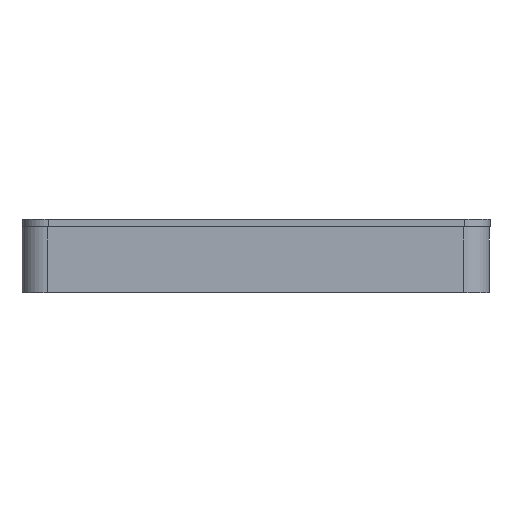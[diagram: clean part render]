
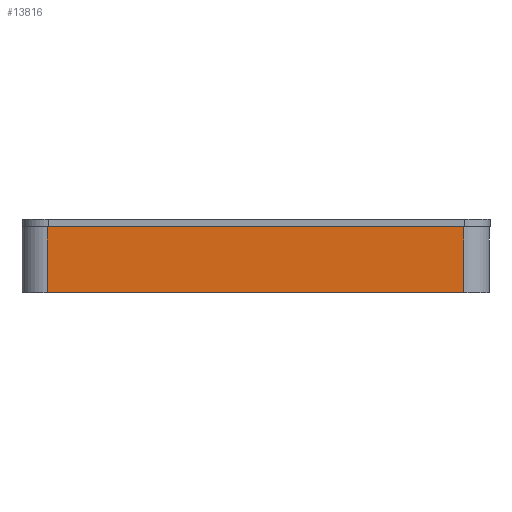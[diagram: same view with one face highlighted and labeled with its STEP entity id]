
A CAD part, left-side view. The second image highlights one B-rep face of the part: STEP entity #13816.
In plain terms, the highlighted planar face has unit normal (-1, 0, 0).
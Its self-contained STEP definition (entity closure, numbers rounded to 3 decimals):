
#1226=PLANE('',#14176);
#1547=FACE_OUTER_BOUND('',#1984,.T.);
#1984=EDGE_LOOP('',(#11176,#11177,#11178,#11179));
#2651=LINE('',#21312,#4225);
#2655=LINE('',#21339,#4229);
#2657=LINE('',#21343,#4231);
#2658=LINE('',#21344,#4232);
#4225=VECTOR('',#15330,10.);
#4229=VECTOR('',#15358,10.);
#4231=VECTOR('',#15362,10.);
#4232=VECTOR('',#15363,10.);
#6118=VERTEX_POINT('',#21308);
#6120=VERTEX_POINT('',#21311);
#6131=VERTEX_POINT('',#21337);
#6132=VERTEX_POINT('',#21342);
#8317=EDGE_CURVE('',#6120,#6118,#2651,.T.);
#8329=EDGE_CURVE('',#6131,#6118,#2655,.T.);
#8331=EDGE_CURVE('',#6132,#6131,#2657,.T.);
#8332=EDGE_CURVE('',#6120,#6132,#2658,.T.);
#11176=ORIENTED_EDGE('',*,*,#8329,.F.);
#11177=ORIENTED_EDGE('',*,*,#8331,.F.);
#11178=ORIENTED_EDGE('',*,*,#8332,.F.);
#11179=ORIENTED_EDGE('',*,*,#8317,.T.);
#13816=ADVANCED_FACE('',(#1547),#1226,.T.);
#14176=AXIS2_PLACEMENT_3D('',#21341,#15360,#15361);
#15330=DIRECTION('',(0.,-1.,0.));
#15358=DIRECTION('',(0.,0.,-1.));
#15360=DIRECTION('center_axis',(-1.,0.,0.));
#15361=DIRECTION('ref_axis',(0.,-1.,0.));
#15362=DIRECTION('',(0.,-1.,0.));
#15363=DIRECTION('',(0.,0.,1.));
#21308=CARTESIAN_POINT('',(-9.5,-4.5,0.));
#21311=CARTESIAN_POINT('',(-9.5,77.5,0.));
#21312=CARTESIAN_POINT('',(-9.5,82.5,0.));
#21337=CARTESIAN_POINT('',(-9.5,-4.5,13.));
#21339=CARTESIAN_POINT('',(-9.5,-4.5,0.));
#21341=CARTESIAN_POINT('Origin',(-9.5,82.5,0.));
#21342=CARTESIAN_POINT('',(-9.5,77.5,13.));
#21343=CARTESIAN_POINT('',(-9.5,82.5,13.));
#21344=CARTESIAN_POINT('',(-9.5,77.5,0.));
